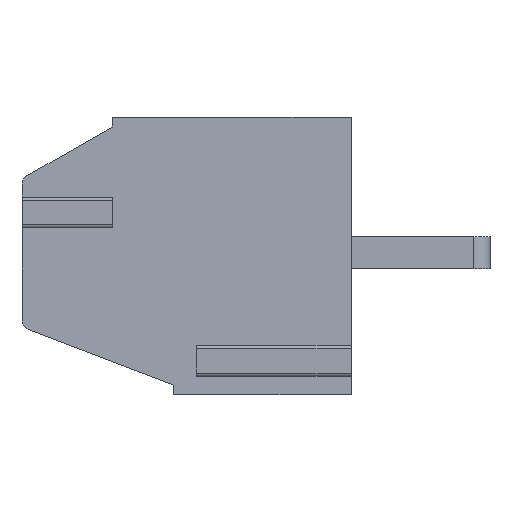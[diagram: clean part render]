
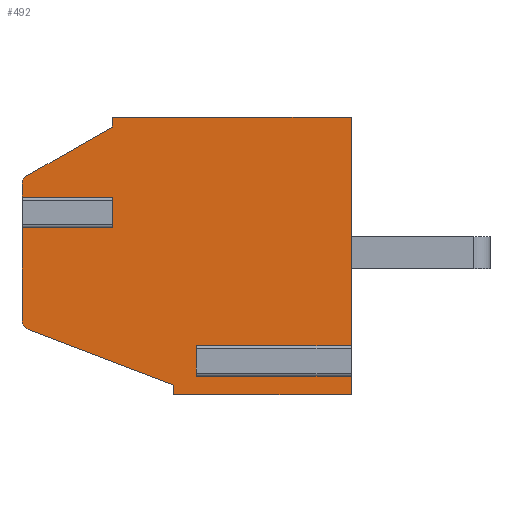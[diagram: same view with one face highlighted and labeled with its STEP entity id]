
A CAD part, left-side view. The second image highlights one B-rep face of the part: STEP entity #492.
In plain terms, the highlighted planar face has unit normal (-1, 0, 0).
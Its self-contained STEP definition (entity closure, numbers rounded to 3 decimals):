
#492 = ADVANCED_FACE( '', ( #1006 ), #1007, .T. );
#1006 = FACE_OUTER_BOUND( '', #1516, .T. );
#1007 = PLANE( '', #1517 );
#1516 = EDGE_LOOP( '', ( #2962, #2963, #2964, #2965, #2966, #2967, #2968, #2969, #2970, #2971, #2972, #2973, #2974, #2975, #2976, #2977, #2978, #2979 ) );
#1517 = AXIS2_PLACEMENT_3D( '', #2980, #2981, #2982 );
#2962 = ORIENTED_EDGE( '', *, *, #3122, .T. );
#2963 = ORIENTED_EDGE( '', *, *, #3472, .T. );
#2964 = ORIENTED_EDGE( '', *, *, #3607, .T. );
#2965 = ORIENTED_EDGE( '', *, *, #3608, .T. );
#2966 = ORIENTED_EDGE( '', *, *, #3157, .T. );
#2967 = ORIENTED_EDGE( '', *, *, #3571, .T. );
#2968 = ORIENTED_EDGE( '', *, *, #3172, .T. );
#2969 = ORIENTED_EDGE( '', *, *, #3329, .T. );
#2970 = ORIENTED_EDGE( '', *, *, #3166, .F. );
#2971 = ORIENTED_EDGE( '', *, *, #3462, .T. );
#2972 = ORIENTED_EDGE( '', *, *, #3176, .T. );
#2973 = ORIENTED_EDGE( '', *, *, #3382, .T. );
#2974 = ORIENTED_EDGE( '', *, *, #3592, .T. );
#2975 = ORIENTED_EDGE( '', *, *, #3563, .T. );
#2976 = ORIENTED_EDGE( '', *, *, #3366, .T. );
#2977 = ORIENTED_EDGE( '', *, *, #3465, .T. );
#2978 = ORIENTED_EDGE( '', *, *, #3399, .T. );
#2979 = ORIENTED_EDGE( '', *, *, #3124, .F. );
#2980 = CARTESIAN_POINT( '', ( -15., 9.9, 77.922 ) );
#2981 = DIRECTION( '', ( -1., 0., 0. ) );
#2982 = DIRECTION( '', ( 0., 0., -1. ) );
#3122 = EDGE_CURVE( '', #3778, #3782, #3784, .T. );
#3124 = EDGE_CURVE( '', #3778, #3786, #3787, .T. );
#3157 = EDGE_CURVE( '', #3844, #3841, #3845, .T. );
#3166 = EDGE_CURVE( '', #3858, #3860, #3861, .T. );
#3172 = EDGE_CURVE( '', #3868, #3869, #3870, .T. );
#3176 = EDGE_CURVE( '', #3877, #3875, #3878, .T. );
#3329 = EDGE_CURVE( '', #3869, #3860, #4111, .T. );
#3366 = EDGE_CURVE( '', #4163, #4160, #4164, .T. );
#3382 = EDGE_CURVE( '', #3875, #4186, #4189, .T. );
#3399 = EDGE_CURVE( '', #4214, #3786, #4215, .F. );
#3462 = EDGE_CURVE( '', #3858, #3877, #4307, .F. );
#3465 = EDGE_CURVE( '', #4160, #4214, #4310, .T. );
#3472 = EDGE_CURVE( '', #3782, #4319, #4321, .T. );
#3563 = EDGE_CURVE( '', #4433, #4163, #4434, .T. );
#3571 = EDGE_CURVE( '', #3841, #3868, #4443, .T. );
#3592 = EDGE_CURVE( '', #4186, #4433, #4468, .T. );
#3607 = EDGE_CURVE( '', #4319, #4483, #4484, .T. );
#3608 = EDGE_CURVE( '', #4483, #3844, #4485, .T. );
#3778 = VERTEX_POINT( '', #4714 );
#3782 = VERTEX_POINT( '', #4719 );
#3784 = LINE( '', #4721, #4722 );
#3786 = VERTEX_POINT( '', #4724 );
#3787 = LINE( '', #4725, #4726 );
#3841 = VERTEX_POINT( '', #4799 );
#3844 = VERTEX_POINT( '', #4803 );
#3845 = LINE( '', #4804, #4805 );
#3858 = VERTEX_POINT( '', #4822 );
#3860 = VERTEX_POINT( '', #4824 );
#3861 = LINE( '', #4825, #4826 );
#3868 = VERTEX_POINT( '', #4835 );
#3869 = VERTEX_POINT( '', #4836 );
#3870 = LINE( '', #4837, #4838 );
#3875 = VERTEX_POINT( '', #4845 );
#3877 = VERTEX_POINT( '', #4848 );
#3878 = LINE( '', #4849, #4850 );
#4111 = LINE( '', #5172, #5173 );
#4160 = VERTEX_POINT( '', #5242 );
#4163 = VERTEX_POINT( '', #5246 );
#4164 = CIRCLE( '', #5247, 0.3 );
#4186 = VERTEX_POINT( '', #5276 );
#4189 = LINE( '', #5280, #5281 );
#4214 = VERTEX_POINT( '', #5321 );
#4215 = LINE( '', #5322, #5323 );
#4307 = LINE( '', #5454, #5455 );
#4310 = LINE( '', #5459, #5460 );
#4319 = VERTEX_POINT( '', #5471 );
#4321 = LINE( '', #5474, #5475 );
#4433 = VERTEX_POINT( '', #5640 );
#4434 = LINE( '', #5641, #5642 );
#4443 = LINE( '', #5654, #5655 );
#4468 = LINE( '', #5688, #5689 );
#4483 = VERTEX_POINT( '', #5705 );
#4484 = CIRCLE( '', #5706, 0.3 );
#4485 = LINE( '', #5707, #5708 );
#4714 = CARTESIAN_POINT( '', ( -15., 7.4, 76.673 ) );
#4719 = CARTESIAN_POINT( '', ( -15., 10.2, 76.673 ) );
#4721 = CARTESIAN_POINT( '', ( -15., 10.2, 76.673 ) );
#4722 = VECTOR( '', #5824, 1000. );
#4724 = CARTESIAN_POINT( '', ( -15., 7.4, 77.427 ) );
#4725 = CARTESIAN_POINT( '', ( -15., 7.4, 82.472 ) );
#4726 = VECTOR( '', #5825, 1000. );
#4799 = CARTESIAN_POINT( '', ( -15., 5.5, 71.4 ) );
#4803 = CARTESIAN_POINT( '', ( -15., 5.5, 71.7 ) );
#4804 = CARTESIAN_POINT( '', ( -15., 5.5, 71.4 ) );
#4805 = VECTOR( '', #5864, 1000. );
#4822 = CARTESIAN_POINT( '', ( -15., 4.8, 72.827 ) );
#4824 = CARTESIAN_POINT( '', ( -15., 4.8, 72.073 ) );
#4825 = CARTESIAN_POINT( '', ( -15., 4.8, 72.246 ) );
#4826 = VECTOR( '', #5878, 1000. );
#4835 = CARTESIAN_POINT( '', ( -15., 0., 71.4 ) );
#4836 = CARTESIAN_POINT( '', ( -15., 0., 72.073 ) );
#4837 = CARTESIAN_POINT( '', ( -15., 0., 80. ) );
#4838 = VECTOR( '', #5884, 1000. );
#4845 = CARTESIAN_POINT( '', ( -15., 0., 80. ) );
#4848 = CARTESIAN_POINT( '', ( -15., 0., 72.827 ) );
#4849 = CARTESIAN_POINT( '', ( -15., 0., 80. ) );
#4850 = VECTOR( '', #5888, 1000. );
#5172 = CARTESIAN_POINT( '', ( -15., 4.8, 72.073 ) );
#5173 = VECTOR( '', #6062, 1000. );
#5242 = CARTESIAN_POINT( '', ( -15., 10.2, 77.922 ) );
#5246 = CARTESIAN_POINT( '', ( -15., 10.049, 78.182 ) );
#5247 = AXIS2_PLACEMENT_3D( '', #6093, #6094, #6095 );
#5276 = CARTESIAN_POINT( '', ( -15., 7.4, 80. ) );
#5280 = CARTESIAN_POINT( '', ( -15., 7.4, 80. ) );
#5281 = VECTOR( '', #6113, 1000. );
#5321 = CARTESIAN_POINT( '', ( -15., 10.2, 77.427 ) );
#5322 = CARTESIAN_POINT( '', ( -15., 5.4, 77.427 ) );
#5323 = VECTOR( '', #6129, 1000. );
#5454 = CARTESIAN_POINT( '', ( -15., 0., 72.827 ) );
#5455 = VECTOR( '', #6184, 1000. );
#5459 = CARTESIAN_POINT( '', ( -15., 10.2, 73.702 ) );
#5460 = VECTOR( '', #6186, 1000. );
#5471 = CARTESIAN_POINT( '', ( -15., 10.2, 73.702 ) );
#5474 = CARTESIAN_POINT( '', ( -15., 10.2, 73.702 ) );
#5475 = VECTOR( '', #6199, 1000. );
#5640 = CARTESIAN_POINT( '', ( -15., 7.4, 79.696 ) );
#5641 = CARTESIAN_POINT( '', ( -15., 10.049, 78.182 ) );
#5642 = VECTOR( '', #6271, 1000. );
#5654 = CARTESIAN_POINT( '', ( -15., 0., 71.4 ) );
#5655 = VECTOR( '', #6278, 1000. );
#5688 = CARTESIAN_POINT( '', ( -15., 7.4, 79.696 ) );
#5689 = VECTOR( '', #6296, 1000. );
#5705 = CARTESIAN_POINT( '', ( -15., 10.007, 73.422 ) );
#5706 = AXIS2_PLACEMENT_3D( '', #6298, #6299, #6300 );
#5707 = CARTESIAN_POINT( '', ( -15., 5.5, 71.7 ) );
#5708 = VECTOR( '', #6301, 1000. );
#5824 = DIRECTION( '', ( 0., 1., 0. ) );
#5825 = DIRECTION( '', ( 0., 0., 1. ) );
#5864 = DIRECTION( '', ( 0., 0., -1. ) );
#5878 = DIRECTION( '', ( 0., 0., -1. ) );
#5884 = DIRECTION( '', ( 0., 0., 1. ) );
#5888 = DIRECTION( '', ( 0., 0., 1. ) );
#6062 = DIRECTION( '', ( 0., 1., 0. ) );
#6093 = CARTESIAN_POINT( '', ( -15., 9.9, 77.922 ) );
#6094 = DIRECTION( '', ( -1., 0., 0. ) );
#6095 = DIRECTION( '', ( 0., 0., 1. ) );
#6113 = DIRECTION( '', ( 0., 1., 0. ) );
#6129 = DIRECTION( '', ( 0., 1., 0. ) );
#6184 = DIRECTION( '', ( 0., 1., 0. ) );
#6186 = DIRECTION( '', ( 0., 0., -1. ) );
#6199 = DIRECTION( '', ( 0., 0., -1. ) );
#6271 = DIRECTION( '', ( 0., 0.868, -0.496 ) );
#6278 = DIRECTION( '', ( 0., -1., 0. ) );
#6296 = DIRECTION( '', ( 0., 0., -1. ) );
#6298 = CARTESIAN_POINT( '', ( -15., 9.9, 73.702 ) );
#6299 = DIRECTION( '', ( -1., 0., 0. ) );
#6300 = DIRECTION( '', ( 0., 0., 1. ) );
#6301 = DIRECTION( '', ( 0., -0.934, -0.357 ) );
